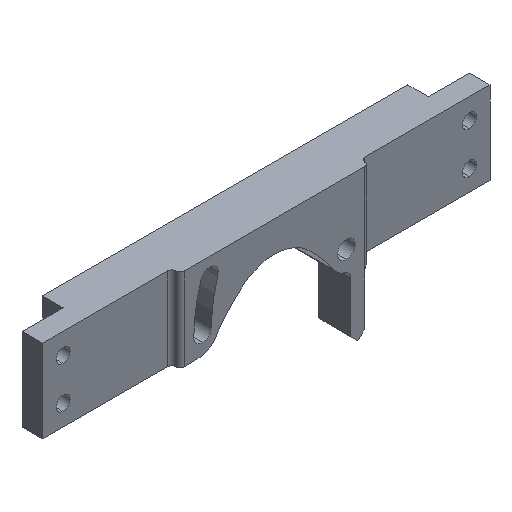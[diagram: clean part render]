
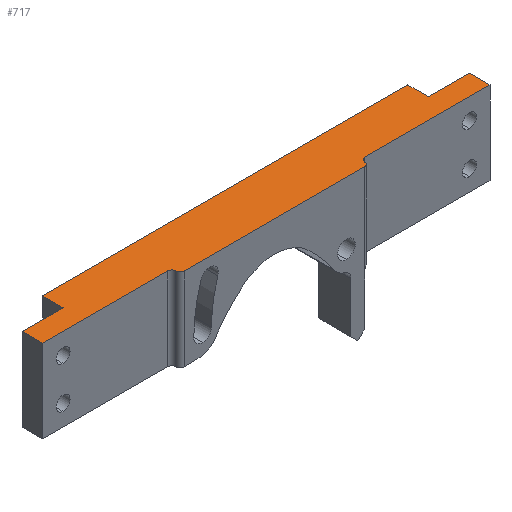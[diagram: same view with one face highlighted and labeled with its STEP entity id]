
A CAD part, isometric view. The second image highlights one B-rep face of the part: STEP entity #717.
In plain terms, the highlighted planar face has unit normal (0, 0, 1).
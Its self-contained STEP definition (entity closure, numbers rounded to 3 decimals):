
#14 = AXIS2_PLACEMENT_3D ( 'NONE', #1365, #94, #819 ) ;
#28 = CARTESIAN_POINT ( 'NONE',  ( 44.5, 5., 10. ) ) ;
#29 = DIRECTION ( 'NONE',  ( 0., 0., 1. ) ) ;
#31 = ORIENTED_EDGE ( 'NONE', *, *, #1299, .F. ) ;
#57 = EDGE_CURVE ( 'NONE', #703, #1839, #435, .T. ) ;
#65 = CIRCLE ( 'NONE', #488, 1. ) ;
#82 = DIRECTION ( 'NONE',  ( -1., 0., 0. ) ) ;
#86 = ORIENTED_EDGE ( 'NONE', *, *, #1746, .T. ) ;
#94 = DIRECTION ( 'NONE',  ( 0., 0., 1. ) ) ;
#100 = DIRECTION ( 'NONE',  ( 1., 0., 0. ) ) ;
#144 = DIRECTION ( 'NONE',  ( -1., 0., 0. ) ) ;
#145 = FACE_OUTER_BOUND ( 'NONE', #763, .T. ) ;
#154 = ORIENTED_EDGE ( 'NONE', *, *, #728, .T. ) ;
#155 = CARTESIAN_POINT ( 'NONE',  ( 44.5, 5., 10. ) ) ;
#172 = DIRECTION ( 'NONE',  ( 0., 1., 0. ) ) ;
#176 = DIRECTION ( 'NONE',  ( -1., 0., 0. ) ) ;
#187 = LINE ( 'NONE', #616, #1276 ) ;
#241 = CARTESIAN_POINT ( 'NONE',  ( -23., -1., 10. ) ) ;
#253 = EDGE_CURVE ( 'NONE', #870, #1019, #731, .T. ) ;
#294 = PLANE ( 'NONE',  #825 ) ;
#313 = ORIENTED_EDGE ( 'NONE', *, *, #57, .T. ) ;
#318 = EDGE_CURVE ( 'NONE', #1268, #1220, #593, .T. ) ;
#323 = DIRECTION ( 'NONE',  ( 0., -1., 0. ) ) ;
#333 = LINE ( 'NONE', #487, #1060 ) ;
#340 = CIRCLE ( 'NONE', #14, 1. ) ;
#344 = DIRECTION ( 'NONE',  ( 0., 0., -1. ) ) ;
#367 = LINE ( 'NONE', #1695, #1301 ) ;
#402 = CARTESIAN_POINT ( 'NONE',  ( -22., -2., 10. ) ) ;
#406 = VECTOR ( 'NONE', #323, 1000. ) ;
#435 = CIRCLE ( 'NONE', #596, 1. ) ;
#470 = CARTESIAN_POINT ( 'NONE',  ( 44.5, 10., 10. ) ) ;
#472 = DIRECTION ( 'NONE',  ( -1., 0., 0. ) ) ;
#487 = CARTESIAN_POINT ( 'NONE',  ( -44.5, 10., 10. ) ) ;
#488 = AXIS2_PLACEMENT_3D ( 'NONE', #1770, #344, #1119 ) ;
#556 = VECTOR ( 'NONE', #472, 1000. ) ;
#581 = ORIENTED_EDGE ( 'NONE', *, *, #1152, .T. ) ;
#593 = LINE ( 'NONE', #1617, #406 ) ;
#596 = AXIS2_PLACEMENT_3D ( 'NONE', #815, #1831, #1429 ) ;
#616 = CARTESIAN_POINT ( 'NONE',  ( -54.5, 5., 10. ) ) ;
#621 = VECTOR ( 'NONE', #144, 1000. ) ;
#627 = LINE ( 'NONE', #737, #556 ) ;
#628 = CARTESIAN_POINT ( 'NONE',  ( 54.5, 5., 10. ) ) ;
#703 = VERTEX_POINT ( 'NONE', #1716 ) ;
#717 = ADVANCED_FACE ( 'NONE', ( #145 ), #294, .T. ) ;
#728 = EDGE_CURVE ( 'NONE', #1019, #1498, #1574, .T. ) ;
#731 = LINE ( 'NONE', #155, #774 ) ;
#737 = CARTESIAN_POINT ( 'NONE',  ( -44.5, 5., 10. ) ) ;
#755 = VERTEX_POINT ( 'NONE', #1300 ) ;
#760 = DIRECTION ( 'NONE',  ( -1., 0., 0. ) ) ;
#763 = EDGE_LOOP ( 'NONE', ( #1804, #86, #581, #965, #1163, #313, #977, #31, #1572, #154, #1835, #1534, #1575, #1303 ) ) ;
#774 = VECTOR ( 'NONE', #760, 1000. ) ;
#815 = CARTESIAN_POINT ( 'NONE',  ( 24., -1., 10. ) ) ;
#819 = DIRECTION ( 'NONE',  ( 1., 0., 0. ) ) ;
#825 = AXIS2_PLACEMENT_3D ( 'NONE', #1469, #29, #1744 ) ;
#870 = VERTEX_POINT ( 'NONE', #1535 ) ;
#886 = DIRECTION ( 'NONE',  ( 0., -1., 0. ) ) ;
#894 = DIRECTION ( 'NONE',  ( 0., 0., 1. ) ) ;
#913 = CIRCLE ( 'NONE', #1006, 1. ) ;
#965 = ORIENTED_EDGE ( 'NONE', *, *, #1806, .T. ) ;
#966 = CARTESIAN_POINT ( 'NONE',  ( 54.5, 0., 10. ) ) ;
#975 = VERTEX_POINT ( 'NONE', #966 ) ;
#977 = ORIENTED_EDGE ( 'NONE', *, *, #1543, .F. ) ;
#985 = EDGE_CURVE ( 'NONE', #1220, #1812, #627, .T. ) ;
#989 = EDGE_CURVE ( 'NONE', #1327, #703, #913, .T. ) ;
#1006 = AXIS2_PLACEMENT_3D ( 'NONE', #1349, #894, #1494 ) ;
#1019 = VERTEX_POINT ( 'NONE', #28 ) ;
#1029 = CARTESIAN_POINT ( 'NONE',  ( 44.5, 10., 10. ) ) ;
#1059 = EDGE_CURVE ( 'NONE', #1812, #1796, #187, .T. ) ;
#1060 = VECTOR ( 'NONE', #82, 1000. ) ;
#1111 = CARTESIAN_POINT ( 'NONE',  ( -44.5, 5., 10. ) ) ;
#1119 = DIRECTION ( 'NONE',  ( -1., 0., 0. ) ) ;
#1132 = CARTESIAN_POINT ( 'NONE',  ( 24., 0., 10. ) ) ;
#1152 = EDGE_CURVE ( 'NONE', #1866, #1403, #340, .T. ) ;
#1163 = ORIENTED_EDGE ( 'NONE', *, *, #989, .T. ) ;
#1169 = LINE ( 'NONE', #1601, #621 ) ;
#1220 = VERTEX_POINT ( 'NONE', #1111 ) ;
#1268 = VERTEX_POINT ( 'NONE', #1342 ) ;
#1276 = VECTOR ( 'NONE', #886, 1000. ) ;
#1299 = EDGE_CURVE ( 'NONE', #870, #975, #1508, .T. ) ;
#1300 = CARTESIAN_POINT ( 'NONE',  ( -24., 0., 10. ) ) ;
#1301 = VECTOR ( 'NONE', #100, 1000. ) ;
#1303 = ORIENTED_EDGE ( 'NONE', *, *, #1059, .T. ) ;
#1327 = VERTEX_POINT ( 'NONE', #1659 ) ;
#1342 = CARTESIAN_POINT ( 'NONE',  ( -44.5, 10., 10. ) ) ;
#1349 = CARTESIAN_POINT ( 'NONE',  ( 22., -1., 10. ) ) ;
#1358 = DIRECTION ( 'NONE',  ( 0., -1., 0. ) ) ;
#1365 = CARTESIAN_POINT ( 'NONE',  ( -22., -1., 10. ) ) ;
#1393 = CARTESIAN_POINT ( 'NONE',  ( -54.5, 5., 10. ) ) ;
#1403 = VERTEX_POINT ( 'NONE', #402 ) ;
#1405 = CARTESIAN_POINT ( 'NONE',  ( -54.5, 0., 10. ) ) ;
#1429 = DIRECTION ( 'NONE',  ( 1., 0., 0. ) ) ;
#1469 = CARTESIAN_POINT ( 'NONE',  ( -44.5, 5., 10. ) ) ;
#1494 = DIRECTION ( 'NONE',  ( -1., 0., 0. ) ) ;
#1498 = VERTEX_POINT ( 'NONE', #470 ) ;
#1508 = LINE ( 'NONE', #628, #1665 ) ;
#1534 = ORIENTED_EDGE ( 'NONE', *, *, #318, .T. ) ;
#1535 = CARTESIAN_POINT ( 'NONE',  ( 54.5, 5., 10. ) ) ;
#1543 = EDGE_CURVE ( 'NONE', #975, #1839, #1169, .T. ) ;
#1572 = ORIENTED_EDGE ( 'NONE', *, *, #253, .T. ) ;
#1574 = LINE ( 'NONE', #1029, #1576 ) ;
#1575 = ORIENTED_EDGE ( 'NONE', *, *, #985, .T. ) ;
#1576 = VECTOR ( 'NONE', #172, 1000. ) ;
#1578 = EDGE_CURVE ( 'NONE', #755, #1796, #1732, .T. ) ;
#1584 = CARTESIAN_POINT ( 'NONE',  ( -44.5, 0., 10. ) ) ;
#1601 = CARTESIAN_POINT ( 'NONE',  ( 44.5, 0., 10. ) ) ;
#1617 = CARTESIAN_POINT ( 'NONE',  ( -44.5, 10., 10. ) ) ;
#1659 = CARTESIAN_POINT ( 'NONE',  ( 22., -2., 10. ) ) ;
#1665 = VECTOR ( 'NONE', #1358, 1000. ) ;
#1695 = CARTESIAN_POINT ( 'NONE',  ( 22., -2., 10. ) ) ;
#1716 = CARTESIAN_POINT ( 'NONE',  ( 23., -1., 10. ) ) ;
#1732 = LINE ( 'NONE', #1584, #1789 ) ;
#1739 = EDGE_CURVE ( 'NONE', #1498, #1268, #333, .T. ) ;
#1744 = DIRECTION ( 'NONE',  ( 1., 0., 0. ) ) ;
#1746 = EDGE_CURVE ( 'NONE', #755, #1866, #65, .T. ) ;
#1770 = CARTESIAN_POINT ( 'NONE',  ( -24., -1., 10. ) ) ;
#1789 = VECTOR ( 'NONE', #176, 1000. ) ;
#1796 = VERTEX_POINT ( 'NONE', #1405 ) ;
#1804 = ORIENTED_EDGE ( 'NONE', *, *, #1578, .F. ) ;
#1806 = EDGE_CURVE ( 'NONE', #1403, #1327, #367, .T. ) ;
#1812 = VERTEX_POINT ( 'NONE', #1393 ) ;
#1831 = DIRECTION ( 'NONE',  ( 0., 0., -1. ) ) ;
#1835 = ORIENTED_EDGE ( 'NONE', *, *, #1739, .T. ) ;
#1839 = VERTEX_POINT ( 'NONE', #1132 ) ;
#1866 = VERTEX_POINT ( 'NONE', #241 ) ;
